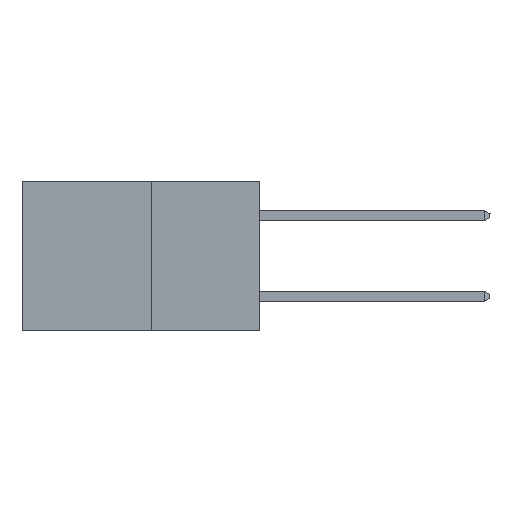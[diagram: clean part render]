
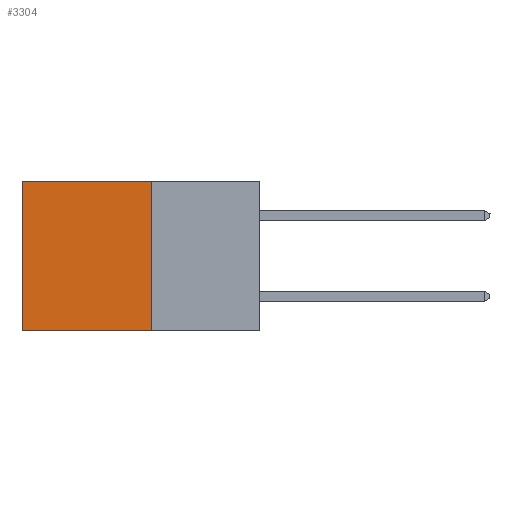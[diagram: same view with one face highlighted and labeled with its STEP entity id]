
A CAD part, left-side view. The second image highlights one B-rep face of the part: STEP entity #3304.
In plain terms, the highlighted planar face has unit normal (-1, 0, 0).
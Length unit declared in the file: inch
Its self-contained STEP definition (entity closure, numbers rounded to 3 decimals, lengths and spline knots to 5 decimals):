
#320 = CARTESIAN_POINT ( 'NONE',  ( 0.277, 0.27, -0.37 ) ) ;
#333 = PLANE ( 'NONE',  #8422 ) ;
#368 = VERTEX_POINT ( 'NONE', #6339 ) ;
#854 = CARTESIAN_POINT ( 'NONE',  ( 0.277, 0.27, -0.37 ) ) ;
#1211 = DIRECTION ( 'NONE',  ( 0., 0., -1. ) ) ;
#1325 = DIRECTION ( 'NONE',  ( 0., 0., -1. ) ) ;
#2627 = ORIENTED_EDGE ( 'NONE', *, *, #11614, .T. ) ;
#2790 = EDGE_CURVE ( 'NONE', #4465, #9795, #7003, .T. ) ;
#2933 = ORIENTED_EDGE ( 'NONE', *, *, #2790, .T. ) ;
#3087 = EDGE_LOOP ( 'NONE', ( #2933, #7145, #10172, #2627 ) ) ;
#3304 = ADVANCED_FACE ( 'NONE', ( #12849 ), #333, .F. ) ;
#3718 = CARTESIAN_POINT ( 'NONE',  ( 0.277, 0.59, 0. ) ) ;
#3885 = CARTESIAN_POINT ( 'NONE',  ( 0.277, 0.59, -0.37 ) ) ;
#3983 = DIRECTION ( 'NONE',  ( 0., 1., 0. ) ) ;
#4170 = VECTOR ( 'NONE', #1325, 39.37008 ) ;
#4465 = VERTEX_POINT ( 'NONE', #3718 ) ;
#4537 = DIRECTION ( 'NONE',  ( 0., 1., 0. ) ) ;
#4565 = LINE ( 'NONE', #854, #12599 ) ;
#4692 = EDGE_CURVE ( 'NONE', #368, #10058, #4565, .T. ) ;
#5329 = DIRECTION ( 'NONE',  ( 1., 0., 0. ) ) ;
#6339 = CARTESIAN_POINT ( 'NONE',  ( 0.277, 0.27, 0. ) ) ;
#7003 = LINE ( 'NONE', #3885, #4170 ) ;
#7145 = ORIENTED_EDGE ( 'NONE', *, *, #9951, .F. ) ;
#7161 = CARTESIAN_POINT ( 'NONE',  ( 0.277, 0.27, 0. ) ) ;
#7314 = DIRECTION ( 'NONE',  ( 0., 0., -1. ) ) ;
#7451 = VECTOR ( 'NONE', #3983, 39.37008 ) ;
#7583 = CARTESIAN_POINT ( 'NONE',  ( 0.277, 0.59, -0.37 ) ) ;
#7754 = VECTOR ( 'NONE', #4537, 39.37008 ) ;
#8087 = LINE ( 'NONE', #10852, #7754 ) ;
#8422 = AXIS2_PLACEMENT_3D ( 'NONE', #320, #5329, #1211 ) ;
#9795 = VERTEX_POINT ( 'NONE', #7583 ) ;
#9951 = EDGE_CURVE ( 'NONE', #10058, #9795, #8087, .T. ) ;
#10058 = VERTEX_POINT ( 'NONE', #10978 ) ;
#10172 = ORIENTED_EDGE ( 'NONE', *, *, #4692, .F. ) ;
#10213 = LINE ( 'NONE', #7161, #7451 ) ;
#10852 = CARTESIAN_POINT ( 'NONE',  ( 0.277, 0.27, -0.37 ) ) ;
#10978 = CARTESIAN_POINT ( 'NONE',  ( 0.277, 0.27, -0.37 ) ) ;
#11614 = EDGE_CURVE ( 'NONE', #368, #4465, #10213, .T. ) ;
#12599 = VECTOR ( 'NONE', #7314, 39.37008 ) ;
#12849 = FACE_OUTER_BOUND ( 'NONE', #3087, .T. ) ;
